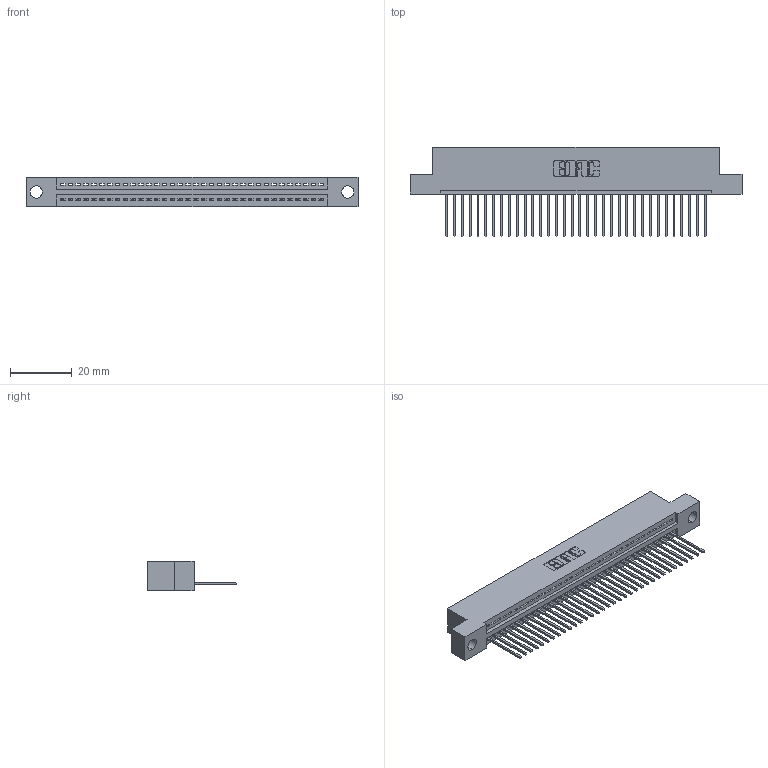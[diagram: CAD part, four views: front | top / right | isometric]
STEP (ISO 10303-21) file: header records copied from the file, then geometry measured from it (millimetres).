
FILE_DESCRIPTION (( 'STEP AP203' ), '1' );
FILE_NAME ('345-034-540-104.STEP', '2019-10-07T19:08:48', ( '' ), ( '' ), 'SwSTEP 2.0', 'SolidWorks 2016', '' );
FILE_SCHEMA (( 'CONFIG_CONTROL_DESIGN' ));
Length unit declared in the file: inch
Products named in the file (3): 345-034-540-104; 345 Part_Flush Mounting Lugs - 0.156 Dia-TH; 345-292-001_345-293-140
Assembly tree (35 placements, depth 2):
  345-034-540-104
    345 Part_Flush Mounting Lugs - 0.156 Dia-TH
    345-292-001_345-293-140  x34
Bounding box: 107.57 x 29.13 x 9.4 mm (x, y, z)
Volume: 10109.7 mm3; surface area: 13466.2 mm2
Topology: 35 solids, 35 shells, 2098 faces, 6325 edges, 4170 vertices
Faces by surface type: plane 1440, cylinder 658
Entity records: 26687 total; most frequent: CARTESIAN_POINT 4630, ORIENTED_EDGE 4598, DIRECTION 4055, EDGE_CURVE 2299, LINE 2031, VECTOR 2031, VERTEX_POINT 1530, AXIS2_PLACEMENT_3D 1012
